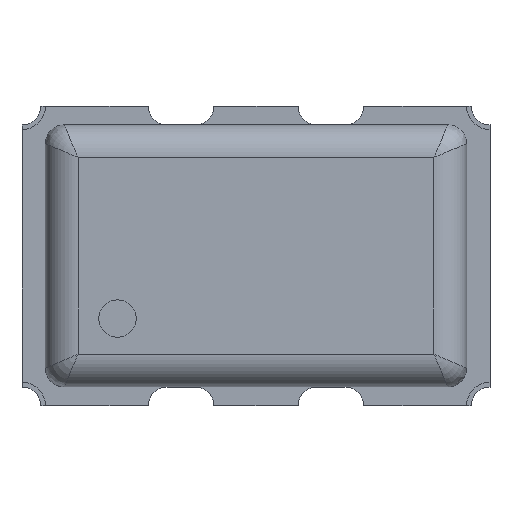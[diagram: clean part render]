
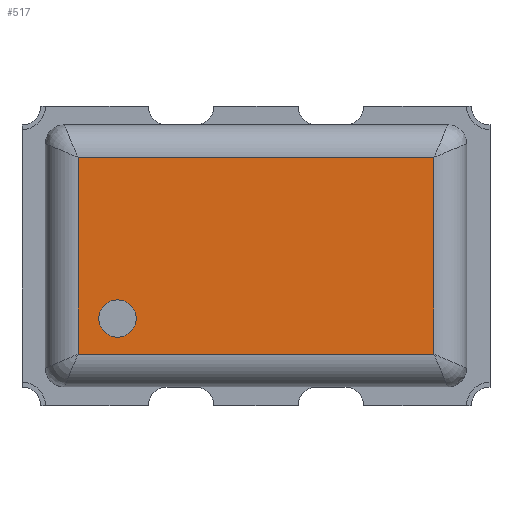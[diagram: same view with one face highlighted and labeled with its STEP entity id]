
A CAD part, top view. The second image highlights one B-rep face of the part: STEP entity #517.
In plain terms, the highlighted planar face has unit normal (0, 0, 1).
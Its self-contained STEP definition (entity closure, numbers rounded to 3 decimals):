
#517=ADVANCED_FACE('',(#1113,#1115),#1117,.T.);
#1113=FACE_BOUND('',#1114,.T.);
#1114=EDGE_LOOP('',(#1927,#1928,#1929,#1930));
#1115=FACE_BOUND('',#1116,.T.);
#1116=EDGE_LOOP('',(#1931));
#1117=PLANE('',#1118);
#1118=AXIS2_PLACEMENT_3D('',#1119,#1120,#1121);
#1119=CARTESIAN_POINT('',(0.,0.,1.45));
#1120=DIRECTION('',(0.,0.,1.));
#1121=DIRECTION('',(1.,0.,0.));
#1927=ORIENTED_EDGE('',*,*,#2211,.T.);
#1928=ORIENTED_EDGE('',*,*,#2212,.T.);
#1929=ORIENTED_EDGE('',*,*,#2213,.T.);
#1930=ORIENTED_EDGE('',*,*,#2214,.T.);
#1931=ORIENTED_EDGE('',*,*,#2215,.T.);
#2211=EDGE_CURVE('',#2437,#2438,#2439,.T.);
#2212=EDGE_CURVE('',#2438,#2440,#2441,.T.);
#2213=EDGE_CURVE('',#2440,#2442,#2443,.T.);
#2214=EDGE_CURVE('',#2442,#2437,#2444,.T.);
#2215=EDGE_CURVE('',#2445,#2445,#2446,.F.);
#2437=VERTEX_POINT('',#2901);
#2438=VERTEX_POINT('',#2902);
#2439=LINE('',#2903,#2904);
#2440=VERTEX_POINT('',#2906);
#2441=LINE('',#2907,#2908);
#2442=VERTEX_POINT('',#2910);
#2443=LINE('',#2911,#2912);
#2444=LINE('',#2914,#2915);
#2445=VERTEX_POINT('',#2917);
#2446=CIRCLE('',#2918,0.2);
#2901=CARTESIAN_POINT('',(-1.9,-1.05,1.45));
#2902=CARTESIAN_POINT('',(1.9,-1.05,1.45));
#2903=CARTESIAN_POINT('',(-1.9,-1.05,1.45));
#2904=VECTOR('',#2905,1.);
#2905=DIRECTION('',(1.,0.,0.));
#2906=CARTESIAN_POINT('',(1.9,1.05,1.45));
#2907=CARTESIAN_POINT('',(1.9,-1.05,1.45));
#2908=VECTOR('',#2909,1.);
#2909=DIRECTION('',(0.,1.,0.));
#2910=CARTESIAN_POINT('',(-1.9,1.05,1.45));
#2911=CARTESIAN_POINT('',(1.9,1.05,1.45));
#2912=VECTOR('',#2913,1.);
#2913=DIRECTION('',(-1.,0.,0.));
#2914=CARTESIAN_POINT('',(-1.9,1.05,1.45));
#2915=VECTOR('',#2916,1.);
#2916=DIRECTION('',(0.,-1.,0.));
#2917=CARTESIAN_POINT('',(-1.279,-0.67,1.45));
#2918=AXIS2_PLACEMENT_3D('',#2919,#2920,#2921);
#2919=CARTESIAN_POINT('',(-1.479,-0.67,1.45));
#2920=DIRECTION('',(0.,0.,1.));
#2921=DIRECTION('',(1.,0.,0.));
